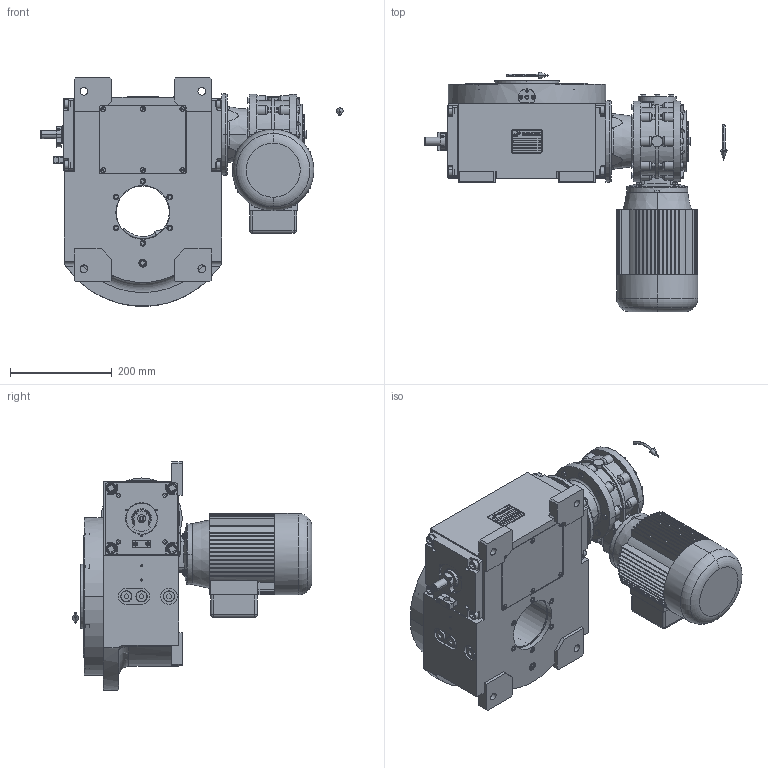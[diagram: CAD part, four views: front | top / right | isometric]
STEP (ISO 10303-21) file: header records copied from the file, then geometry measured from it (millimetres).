
FILE_DESCRIPTION (( 'STEP AP203' ), '1' );
FILE_NAME ('PC5201724.step', '2025-12-03T07:56:02', ( '' ), ( '' ), 'SwSTEP 2.0', 'SolidWorks 2020', '' );
FILE_SCHEMA (( 'CONFIG_CONTROL_DESIGN' ));
Length unit declared in the file: millimetre
Products named in the file (89): CFN2000_01_185.stp; cfn2000_01_099; AS_cfn2476_01_002_60x46; CFN2104_02_018.stp; cfn2003_01_054; CFN2223_02_003.stp; cfn2155_01_095; cfn2151_01_167; rig09_003_8_s_001; cfn2070_05_009; cfn2000_01_152; cfn2077_01_036; AS_900_38_11_06_4; cfn2000_01_081; rig09_016; cfn2155_01_166; CFN2223_02_004.stp; rig09_071_8_m_n_02.stp; AS_rig09_004; CFN2155_01_195.stp; rig09_002_bl; olio_agip_blasia_150; cfn2115_02_057; cfn2128_04_002; AS_rig09_002_bl; cfn2107_01_001; cfn2205_01_015; TN80A4B14; RMI70_F3_LCB_DX_80B14; freccia_angolare; CFN2203_02_002.stp; cfn2151_01_115; freccia_angolare_albero; AS_rig09_014_s_003; RIG09_021_AF0.stp; rig09_007_master; rig09_004; CFN2010_02_002.stp; cfn2128_19_002; cfn2151_01_233 ...
Assembly tree (78 placements, depth 5):
  CFN2223_02_003.stp
  cfn2151_01_167
  cfn2077_01_036
  CFN2223_02_004.stp
  olio_agip_blasia_150
Bounding box: 594.5 x 471.5 x 450 mm (x, y, z)
Volume: 10880120 mm3; surface area: 1862853.2 mm2
Topology: 70 solids, 70 shells, 4015 faces, 10043 edges, 6367 vertices
Faces by surface type: plane 2062, cylinder 1152, cone 553, torus 230, bspline 10, sphere 8
Entity records: 143424 total; most frequent: CARTESIAN_POINT 39724, DIRECTION 19805, ORIENTED_EDGE 19606, EDGE_CURVE 9803, AXIS2_PLACEMENT_3D 7184, VERTEX_POINT 6280, VECTOR 5437, LINE 5437
